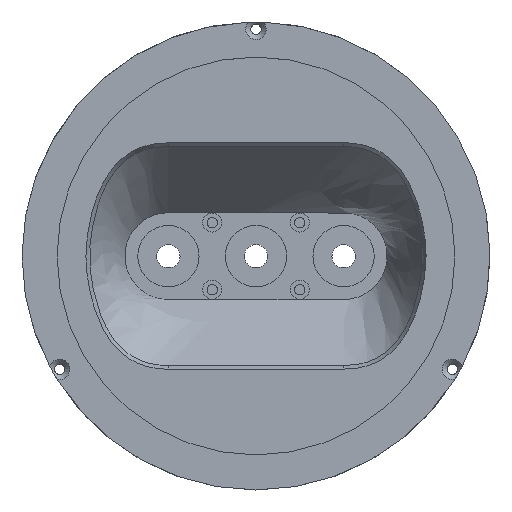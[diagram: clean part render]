
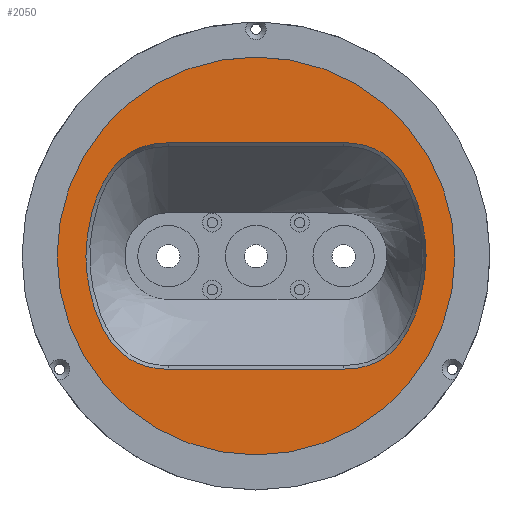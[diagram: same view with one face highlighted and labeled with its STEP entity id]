
A CAD part, top view. The second image highlights one B-rep face of the part: STEP entity #2050.
In plain terms, the highlighted planar face has unit normal (0, 0, 1).
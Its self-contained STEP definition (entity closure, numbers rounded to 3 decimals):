
#20=B_SPLINE_CURVE_WITH_KNOTS('',3,(#3285,#3286,#3287,#3288,#3289,#3290,
#3291,#3292,#3293,#3294,#3295,#3296,#3297,#3298,#3299,#3300,#3301,#3302,
#3303,#3304,#3305),.UNSPECIFIED.,.F.,.F.,(4,1,1,1,1,1,1,1,1,1,1,1,1,1,1,
1,1,1,4),(0.,0.214,0.375,0.428,
0.856,1.284,1.498,1.712,2.033,
2.14,2.568,2.996,3.103,3.424,
3.852,4.28,5.136,5.564,5.992),
 .UNSPECIFIED.);
#24=B_SPLINE_CURVE_WITH_KNOTS('',3,(#3460,#3461,#3462,#3463,#3464,#3465,
#3466,#3467,#3468,#3469,#3470,#3471,#3472,#3473,#3474,#3475,#3476,#3477,
#3478,#3479,#3480),.UNSPECIFIED.,.F.,.F.,(4,1,1,1,1,1,1,1,1,1,1,1,1,1,1,
1,1,1,4),(0.,0.214,0.375,0.428,
0.856,1.284,1.498,1.712,2.033,
2.14,2.568,2.996,3.103,3.424,
3.852,4.28,5.136,5.564,5.992),
 .UNSPECIFIED.);
#70=FACE_BOUND('',#441,.T.);
#124=CIRCLE('',#2210,29.75);
#236=PLANE('',#2209);
#308=FACE_OUTER_BOUND('',#440,.T.);
#440=EDGE_LOOP('',(#1565));
#441=EDGE_LOOP('',(#1566,#1567,#1568,#1569));
#625=LINE('',#3196,#777);
#630=LINE('',#3547,#782);
#777=VECTOR('',#2576,10.);
#782=VECTOR('',#2583,10.);
#934=VERTEX_POINT('',#3193);
#935=VERTEX_POINT('',#3195);
#937=VERTEX_POINT('',#3284);
#942=VERTEX_POINT('',#3458);
#945=VERTEX_POINT('',#3550);
#1159=EDGE_CURVE('',#934,#935,#625,.T.);
#1162=EDGE_CURVE('',#935,#937,#20,.T.);
#1168=EDGE_CURVE('',#942,#934,#24,.T.);
#1172=EDGE_CURVE('',#937,#942,#630,.T.);
#1174=EDGE_CURVE('',#945,#945,#124,.T.);
#1565=ORIENTED_EDGE('',*,*,#1174,.T.);
#1566=ORIENTED_EDGE('',*,*,#1159,.F.);
#1567=ORIENTED_EDGE('',*,*,#1168,.F.);
#1568=ORIENTED_EDGE('',*,*,#1172,.F.);
#1569=ORIENTED_EDGE('',*,*,#1162,.F.);
#2050=ADVANCED_FACE('',(#308,#70),#236,.T.);
#2209=AXIS2_PLACEMENT_3D('',#3549,#2585,#2586);
#2210=AXIS2_PLACEMENT_3D('',#3551,#2587,#2588);
#2576=DIRECTION('',(-1.,0.,0.));
#2583=DIRECTION('',(1.,0.,0.));
#2585=DIRECTION('center_axis',(0.,0.,1.));
#2586=DIRECTION('ref_axis',(1.,0.,0.));
#2587=DIRECTION('center_axis',(0.,0.,1.));
#2588=DIRECTION('ref_axis',(1.,0.,0.));
#3193=CARTESIAN_POINT('',(12.,15.5,3.4));
#3195=CARTESIAN_POINT('',(-12.,15.5,3.4));
#3196=CARTESIAN_POINT('',(-6.,15.5,3.4));
#3284=CARTESIAN_POINT('',(-12.,-15.5,3.4));
#3285=CARTESIAN_POINT('Ctrl Pts',(-12.,15.5,3.4));
#3286=CARTESIAN_POINT('Ctrl Pts',(-12.74,15.5,3.4));
#3287=CARTESIAN_POINT('Ctrl Pts',(-14.032,15.402,3.4));
#3288=CARTESIAN_POINT('Ctrl Pts',(-15.476,14.999,3.4));
#3289=CARTESIAN_POINT('Ctrl Pts',(-17.569,14.131,3.4));
#3290=CARTESIAN_POINT('Ctrl Pts',(-20.038,11.993,3.4));
#3291=CARTESIAN_POINT('Ctrl Pts',(-21.69,8.634,3.4));
#3292=CARTESIAN_POINT('Ctrl Pts',(-22.562,5.771,3.4));
#3293=CARTESIAN_POINT('Ctrl Pts',(-23.064,3.326,3.4));
#3294=CARTESIAN_POINT('Ctrl Pts',(-23.252,1.602,3.4));
#3295=CARTESIAN_POINT('Ctrl Pts',(-23.332,-0.399,
3.4));
#3296=CARTESIAN_POINT('Ctrl Pts',(-23.191,-2.209,3.4));
#3297=CARTESIAN_POINT('Ctrl Pts',(-23.05,-3.212,3.4));
#3298=CARTESIAN_POINT('Ctrl Pts',(-22.827,-4.476,3.4));
#3299=CARTESIAN_POINT('Ctrl Pts',(-22.531,-5.866,3.4));
#3300=CARTESIAN_POINT('Ctrl Pts',(-21.88,-8.032,3.4));
#3301=CARTESIAN_POINT('Ctrl Pts',(-20.47,-11.222,3.4));
#3302=CARTESIAN_POINT('Ctrl Pts',(-18.054,-14.021,3.4));
#3303=CARTESIAN_POINT('Ctrl Pts',(-14.653,-15.335,3.4));
#3304=CARTESIAN_POINT('Ctrl Pts',(-12.882,-15.5,3.4));
#3305=CARTESIAN_POINT('Ctrl Pts',(-12.,-15.5,3.4));
#3458=CARTESIAN_POINT('',(12.,-15.5,3.4));
#3460=CARTESIAN_POINT('Ctrl Pts',(12.,-15.5,3.4));
#3461=CARTESIAN_POINT('Ctrl Pts',(12.74,-15.5,3.4));
#3462=CARTESIAN_POINT('Ctrl Pts',(14.032,-15.402,3.4));
#3463=CARTESIAN_POINT('Ctrl Pts',(15.476,-14.999,3.4));
#3464=CARTESIAN_POINT('Ctrl Pts',(17.569,-14.131,3.4));
#3465=CARTESIAN_POINT('Ctrl Pts',(20.038,-11.993,3.4));
#3466=CARTESIAN_POINT('Ctrl Pts',(21.69,-8.634,3.4));
#3467=CARTESIAN_POINT('Ctrl Pts',(22.562,-5.771,3.4));
#3468=CARTESIAN_POINT('Ctrl Pts',(23.064,-3.326,3.4));
#3469=CARTESIAN_POINT('Ctrl Pts',(23.252,-1.602,3.4));
#3470=CARTESIAN_POINT('Ctrl Pts',(23.332,0.399,3.4));
#3471=CARTESIAN_POINT('Ctrl Pts',(23.191,2.209,3.4));
#3472=CARTESIAN_POINT('Ctrl Pts',(23.05,3.212,3.4));
#3473=CARTESIAN_POINT('Ctrl Pts',(22.827,4.476,3.4));
#3474=CARTESIAN_POINT('Ctrl Pts',(22.531,5.866,3.4));
#3475=CARTESIAN_POINT('Ctrl Pts',(21.88,8.032,3.4));
#3476=CARTESIAN_POINT('Ctrl Pts',(20.47,11.222,3.4));
#3477=CARTESIAN_POINT('Ctrl Pts',(18.054,14.021,3.4));
#3478=CARTESIAN_POINT('Ctrl Pts',(14.653,15.335,3.4));
#3479=CARTESIAN_POINT('Ctrl Pts',(12.882,15.5,3.4));
#3480=CARTESIAN_POINT('Ctrl Pts',(12.,15.5,3.4));
#3547=CARTESIAN_POINT('',(6.,-15.5,3.4));
#3549=CARTESIAN_POINT('Origin',(0.,0.,3.4));
#3550=CARTESIAN_POINT('',(-29.75,0.,3.4));
#3551=CARTESIAN_POINT('Origin',(0.,0.,3.4));
